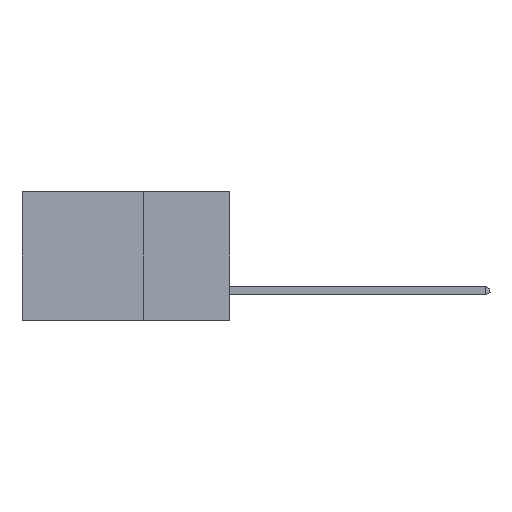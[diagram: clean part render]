
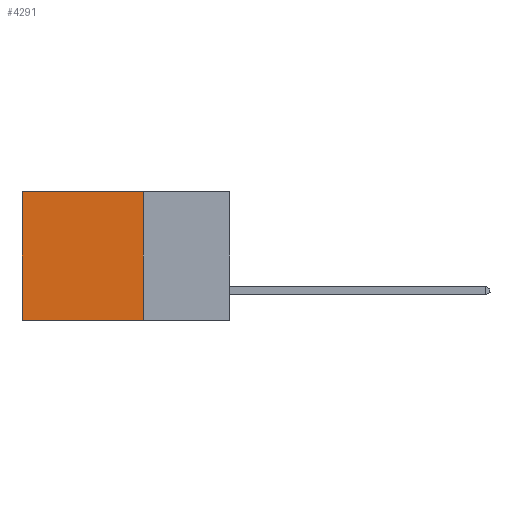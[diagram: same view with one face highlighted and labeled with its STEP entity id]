
A CAD part, left-side view. The second image highlights one B-rep face of the part: STEP entity #4291.
In plain terms, the highlighted planar face has unit normal (-1, 0, 0).
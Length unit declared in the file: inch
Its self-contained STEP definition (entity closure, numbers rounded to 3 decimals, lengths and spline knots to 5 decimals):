
#206 = CARTESIAN_POINT ( 'NONE',  ( 0.298, 0.6, 0. ) ) ;
#250 = LINE ( 'NONE', #11047, #7194 ) ;
#629 = CARTESIAN_POINT ( 'NONE',  ( 0.298, 0.6, 0. ) ) ;
#754 = ORIENTED_EDGE ( 'NONE', *, *, #9555, .F. ) ;
#1128 = ORIENTED_EDGE ( 'NONE', *, *, #5982, .F. ) ;
#1137 = CARTESIAN_POINT ( 'NONE',  ( 0.298, 0.25, 0. ) ) ;
#1333 = FACE_OUTER_BOUND ( 'NONE', #9164, .T. ) ;
#1582 = DIRECTION ( 'NONE',  ( 0., 0., -1. ) ) ;
#1804 = DIRECTION ( 'NONE',  ( 0., 1., 0. ) ) ;
#1955 = DIRECTION ( 'NONE',  ( 0., 1., 0. ) ) ;
#3363 = DIRECTION ( 'NONE',  ( 1., 0., 0. ) ) ;
#4291 = ADVANCED_FACE ( 'NONE', ( #1333 ), #5315, .F. ) ;
#4710 = CARTESIAN_POINT ( 'NONE',  ( 0.298, 0.6, -0.37 ) ) ;
#4840 = LINE ( 'NONE', #1137, #7639 ) ;
#5315 = PLANE ( 'NONE',  #5853 ) ;
#5853 = AXIS2_PLACEMENT_3D ( 'NONE', #10052, #3363, #11982 ) ;
#5982 = EDGE_CURVE ( 'NONE', #9286, #10033, #250, .T. ) ;
#6177 = VECTOR ( 'NONE', #11583, 39.37008 ) ;
#6682 = LINE ( 'NONE', #7463, #10506 ) ;
#6801 = VERTEX_POINT ( 'NONE', #206 ) ;
#7164 = ORIENTED_EDGE ( 'NONE', *, *, #11872, .T. ) ;
#7194 = VECTOR ( 'NONE', #1582, 39.37008 ) ;
#7463 = CARTESIAN_POINT ( 'NONE',  ( 0.298, 0.25, -0.37 ) ) ;
#7639 = VECTOR ( 'NONE', #1955, 39.37008 ) ;
#7693 = ORIENTED_EDGE ( 'NONE', *, *, #11800, .T. ) ;
#8245 = CARTESIAN_POINT ( 'NONE',  ( 0.298, 0.25, -0.37 ) ) ;
#9164 = EDGE_LOOP ( 'NONE', ( #7693, #754, #1128, #7164 ) ) ;
#9286 = VERTEX_POINT ( 'NONE', #10648 ) ;
#9555 = EDGE_CURVE ( 'NONE', #10033, #12200, #6682, .T. ) ;
#10033 = VERTEX_POINT ( 'NONE', #8245 ) ;
#10052 = CARTESIAN_POINT ( 'NONE',  ( 0.298, 0.25, 0. ) ) ;
#10506 = VECTOR ( 'NONE', #1804, 39.37008 ) ;
#10581 = LINE ( 'NONE', #629, #6177 ) ;
#10648 = CARTESIAN_POINT ( 'NONE',  ( 0.298, 0.25, 0. ) ) ;
#11047 = CARTESIAN_POINT ( 'NONE',  ( 0.298, 0.25, 0. ) ) ;
#11583 = DIRECTION ( 'NONE',  ( 0., 0., -1. ) ) ;
#11800 = EDGE_CURVE ( 'NONE', #6801, #12200, #10581, .T. ) ;
#11872 = EDGE_CURVE ( 'NONE', #9286, #6801, #4840, .T. ) ;
#11982 = DIRECTION ( 'NONE',  ( 0., 0., -1. ) ) ;
#12200 = VERTEX_POINT ( 'NONE', #4710 ) ;
